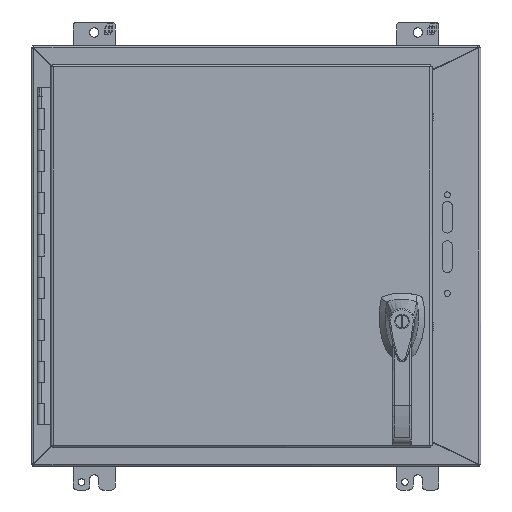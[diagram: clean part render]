
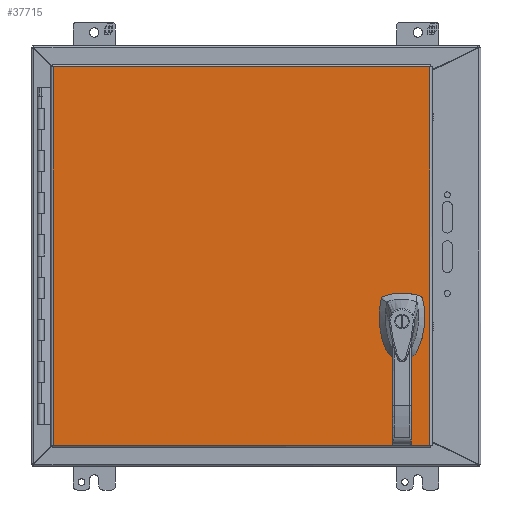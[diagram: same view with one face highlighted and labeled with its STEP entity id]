
A CAD part, front view. The second image highlights one B-rep face of the part: STEP entity #37715.
In plain terms, the highlighted planar face has unit normal (0, -1, 0).
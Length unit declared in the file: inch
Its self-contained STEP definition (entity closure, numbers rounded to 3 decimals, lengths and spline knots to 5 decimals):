
#654 = VECTOR ( 'NONE', #2125, 39.37008 ) ;
#923 = VECTOR ( 'NONE', #72078, 39.37008 ) ;
#1346 = CARTESIAN_POINT ( 'NONE',  ( 6.9735, -10.87513, -4.61375 ) ) ;
#1544 = EDGE_CURVE ( 'NONE', #15264, #41329, #5498, .T. ) ;
#1853 = EDGE_CURVE ( 'NONE', #1880, #16134, #67236, .T. ) ;
#1880 = VERTEX_POINT ( 'NONE', #53646 ) ;
#2033 = CARTESIAN_POINT ( 'NONE',  ( -9.7135, -10.87513, -8.98575 ) ) ;
#2125 = DIRECTION ( 'NONE',  ( -1., 0., 0. ) ) ;
#2491 = EDGE_CURVE ( 'NONE', #8881, #34082, #83062, .T. ) ;
#4688 = LINE ( 'NONE', #76079, #57384 ) ;
#5498 = LINE ( 'NONE', #23264, #12239 ) ;
#5783 = CARTESIAN_POINT ( 'NONE',  ( 6.9735, -10.87513, -3.10875 ) ) ;
#5905 = DIRECTION ( 'NONE',  ( 0., 0., -1. ) ) ;
#6219 = EDGE_CURVE ( 'NONE', #41329, #1880, #40597, .T. ) ;
#7524 = EDGE_CURVE ( 'NONE', #16134, #15264, #53590, .T. ) ;
#7591 = CARTESIAN_POINT ( 'NONE',  ( -9.7135, -10.87513, 8.98575 ) ) ;
#7841 = AXIS2_PLACEMENT_3D ( 'NONE', #37722, #25377, #11891 ) ;
#7959 = AXIS2_PLACEMENT_3D ( 'NONE', #42113, #74596, #31061 ) ;
#8724 = VECTOR ( 'NONE', #68295, 39.37008 ) ;
#8881 = VERTEX_POINT ( 'NONE', #69182 ) ;
#11891 = DIRECTION ( 'NONE',  ( 0., 0., -1. ) ) ;
#12239 = VECTOR ( 'NONE', #17764, 39.37008 ) ;
#12750 = VECTOR ( 'NONE', #73508, 39.37008 ) ;
#13453 = AXIS2_PLACEMENT_3D ( 'NONE', #19927, #27522, #53306 ) ;
#13472 = ORIENTED_EDGE ( 'NONE', *, *, #65802, .T. ) ;
#15252 = VECTOR ( 'NONE', #33345, 39.37008 ) ;
#15264 = VERTEX_POINT ( 'NONE', #78037 ) ;
#16134 = VERTEX_POINT ( 'NONE', #79784 ) ;
#16244 = PLANE ( 'NONE',  #7959 ) ;
#16352 = CARTESIAN_POINT ( 'NONE',  ( 8.3035, -10.87513, 8.98575 ) ) ;
#16626 = VERTEX_POINT ( 'NONE', #21424 ) ;
#16643 = AXIS2_PLACEMENT_3D ( 'NONE', #56076, #68835, #55644 ) ;
#17764 = DIRECTION ( 'NONE',  ( 0., 0., 1. ) ) ;
#19927 = CARTESIAN_POINT ( 'NONE',  ( 6.9735, -10.87513, -4.44675 ) ) ;
#20477 = LINE ( 'NONE', #34444, #923 ) ;
#21424 = CARTESIAN_POINT ( 'NONE',  ( 7.369, -10.87513, -2.91029 ) ) ;
#22109 = EDGE_CURVE ( 'NONE', #63266, #63266, #33712, .T. ) ;
#23264 = CARTESIAN_POINT ( 'NONE',  ( 8.3035, -10.87513, -9.09375 ) ) ;
#23684 = DIRECTION ( 'NONE',  ( 0., 1., 0. ) ) ;
#23942 = ORIENTED_EDGE ( 'NONE', *, *, #72893, .F. ) ;
#24705 = AXIS2_PLACEMENT_3D ( 'NONE', #57077, #23684, #5905 ) ;
#25377 = DIRECTION ( 'NONE',  ( 0., 1., 0. ) ) ;
#27207 = EDGE_CURVE ( 'NONE', #8881, #16626, #40600, .T. ) ;
#27522 = DIRECTION ( 'NONE',  ( 0., 1., 0. ) ) ;
#28285 = DIRECTION ( 'NONE',  ( 0., 0., -1. ) ) ;
#28316 = VERTEX_POINT ( 'NONE', #81087 ) ;
#29140 = AXIS2_PLACEMENT_3D ( 'NONE', #5783, #57373, #64604 ) ;
#31061 = DIRECTION ( 'NONE',  ( 0., 0., -1. ) ) ;
#32479 = ORIENTED_EDGE ( 'NONE', *, *, #80071, .T. ) ;
#33345 = DIRECTION ( 'NONE',  ( 1., 0., 0. ) ) ;
#33712 = CIRCLE ( 'NONE', #13453, 0.167 ) ;
#34082 = VERTEX_POINT ( 'NONE', #49829 ) ;
#34444 = CARTESIAN_POINT ( 'NONE',  ( 6.578, -10.87513, -3.30721 ) ) ;
#34489 = ORIENTED_EDGE ( 'NONE', *, *, #7524, .T. ) ;
#36261 = VERTEX_POINT ( 'NONE', #39668 ) ;
#37715 = ADVANCED_FACE ( 'NONE', ( #55188, #49666, #75432 ), #16244, .T. ) ;
#37722 = CARTESIAN_POINT ( 'NONE',  ( 6.9735, -10.87513, -3.10875 ) ) ;
#38736 = VERTEX_POINT ( 'NONE', #70027 ) ;
#39395 = VERTEX_POINT ( 'NONE', #50255 ) ;
#39668 = CARTESIAN_POINT ( 'NONE',  ( 6.77504, -10.87513, -2.71325 ) ) ;
#39895 = EDGE_LOOP ( 'NONE', ( #57261, #45007, #68658, #34489 ) ) ;
#40597 = LINE ( 'NONE', #7591, #654 ) ;
#40600 = LINE ( 'NONE', #41865, #12750 ) ;
#41329 = VERTEX_POINT ( 'NONE', #16352 ) ;
#41865 = CARTESIAN_POINT ( 'NONE',  ( 7.369, -10.87513, -2.91029 ) ) ;
#42113 = CARTESIAN_POINT ( 'NONE',  ( -9.7135, -10.87513, -9.09375 ) ) ;
#43719 = LINE ( 'NONE', #80424, #8724 ) ;
#44008 = VERTEX_POINT ( 'NONE', #53428 ) ;
#44180 = ORIENTED_EDGE ( 'NONE', *, *, #27207, .F. ) ;
#45007 = ORIENTED_EDGE ( 'NONE', *, *, #6219, .T. ) ;
#49666 = FACE_OUTER_BOUND ( 'NONE', #39895, .T. ) ;
#49829 = CARTESIAN_POINT ( 'NONE',  ( 7.17196, -10.87513, -3.50425 ) ) ;
#50255 = CARTESIAN_POINT ( 'NONE',  ( 6.77504, -10.87513, -3.50425 ) ) ;
#51765 = CIRCLE ( 'NONE', #24705, 0.4425 ) ;
#52291 = DIRECTION ( 'NONE',  ( 1., 0., 0. ) ) ;
#53155 = EDGE_CURVE ( 'NONE', #28316, #36261, #43719, .T. ) ;
#53306 = DIRECTION ( 'NONE',  ( 0., 0., -1. ) ) ;
#53428 = CARTESIAN_POINT ( 'NONE',  ( 6.578, -10.87513, -3.30721 ) ) ;
#53590 = LINE ( 'NONE', #2033, #15252 ) ;
#53646 = CARTESIAN_POINT ( 'NONE',  ( -9.6055, -10.87513, 8.98575 ) ) ;
#53729 = ORIENTED_EDGE ( 'NONE', *, *, #79896, .T. ) ;
#55188 = FACE_BOUND ( 'NONE', #64927, .T. ) ;
#55644 = DIRECTION ( 'NONE',  ( 0., 0., -1. ) ) ;
#56076 = CARTESIAN_POINT ( 'NONE',  ( 6.9735, -10.87513, -3.10875 ) ) ;
#57077 = CARTESIAN_POINT ( 'NONE',  ( 6.9735, -10.87513, -3.10875 ) ) ;
#57261 = ORIENTED_EDGE ( 'NONE', *, *, #1544, .T. ) ;
#57373 = DIRECTION ( 'NONE',  ( 0., 1., 0. ) ) ;
#57384 = VECTOR ( 'NONE', #52291, 39.37008 ) ;
#58564 = CIRCLE ( 'NONE', #16643, 0.4425 ) ;
#61919 = ORIENTED_EDGE ( 'NONE', *, *, #2491, .T. ) ;
#62657 = ORIENTED_EDGE ( 'NONE', *, *, #53155, .F. ) ;
#63266 = VERTEX_POINT ( 'NONE', #1346 ) ;
#64604 = DIRECTION ( 'NONE',  ( 0., 0., -1. ) ) ;
#64927 = EDGE_LOOP ( 'NONE', ( #23942, #32479, #77043, #13472, #62657, #53729, #44180, #61919 ) ) ;
#65802 = EDGE_CURVE ( 'NONE', #38736, #36261, #79187, .T. ) ;
#65849 = VECTOR ( 'NONE', #28285, 39.37008 ) ;
#66821 = CARTESIAN_POINT ( 'NONE',  ( -9.6055, -10.87513, -9.09375 ) ) ;
#67236 = LINE ( 'NONE', #66821, #65849 ) ;
#68295 = DIRECTION ( 'NONE',  ( -1., 0., 0. ) ) ;
#68658 = ORIENTED_EDGE ( 'NONE', *, *, #1853, .T. ) ;
#68835 = DIRECTION ( 'NONE',  ( 0., 1., 0. ) ) ;
#69182 = CARTESIAN_POINT ( 'NONE',  ( 7.369, -10.87513, -3.30721 ) ) ;
#69662 = EDGE_LOOP ( 'NONE', ( #83469 ) ) ;
#70027 = CARTESIAN_POINT ( 'NONE',  ( 6.578, -10.87513, -2.91029 ) ) ;
#72078 = DIRECTION ( 'NONE',  ( 0., 0., -1. ) ) ;
#72893 = EDGE_CURVE ( 'NONE', #39395, #34082, #4688, .T. ) ;
#73508 = DIRECTION ( 'NONE',  ( 0., 0., 1. ) ) ;
#74596 = DIRECTION ( 'NONE',  ( 0., -1., 0. ) ) ;
#75065 = EDGE_CURVE ( 'NONE', #38736, #44008, #20477, .T. ) ;
#75432 = FACE_BOUND ( 'NONE', #69662, .T. ) ;
#76079 = CARTESIAN_POINT ( 'NONE',  ( 7.17196, -10.87513, -3.50425 ) ) ;
#77043 = ORIENTED_EDGE ( 'NONE', *, *, #75065, .F. ) ;
#78037 = CARTESIAN_POINT ( 'NONE',  ( 8.3035, -10.87513, -8.98575 ) ) ;
#79187 = CIRCLE ( 'NONE', #7841, 0.4425 ) ;
#79784 = CARTESIAN_POINT ( 'NONE',  ( -9.6055, -10.87513, -8.98575 ) ) ;
#79896 = EDGE_CURVE ( 'NONE', #28316, #16626, #51765, .T. ) ;
#80071 = EDGE_CURVE ( 'NONE', #39395, #44008, #58564, .T. ) ;
#80424 = CARTESIAN_POINT ( 'NONE',  ( 6.77504, -10.87513, -2.71325 ) ) ;
#81087 = CARTESIAN_POINT ( 'NONE',  ( 7.17196, -10.87513, -2.71325 ) ) ;
#83062 = CIRCLE ( 'NONE', #29140, 0.4425 ) ;
#83469 = ORIENTED_EDGE ( 'NONE', *, *, #22109, .T. ) ;
